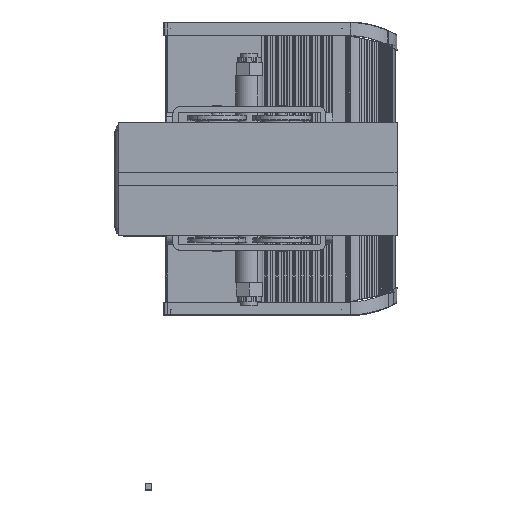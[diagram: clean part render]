
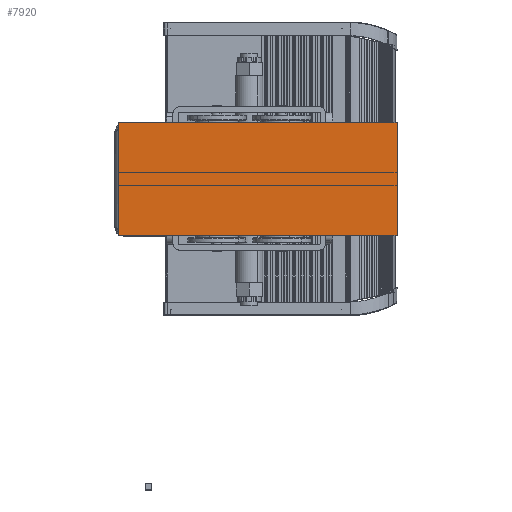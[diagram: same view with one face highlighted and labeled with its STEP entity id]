
A CAD part, top view. The second image highlights one B-rep face of the part: STEP entity #7920.
In plain terms, the highlighted planar face has unit normal (0, 0, 1).
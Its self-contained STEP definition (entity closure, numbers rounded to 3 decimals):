
#7920=ADVANCED_FACE('',(#20394),#20395,.T.);
#10210=EDGE_CURVE('',#23956,#20143,#23957,.T.);
#20143=VERTEX_POINT('',#41357);
#20394=FACE_OUTER_BOUND('',#41706,.T.);
#20395=PLANE('',#41707);
#23956=VERTEX_POINT('',#48238);
#23957=LINE('',#48239,#48240);
#41357=CARTESIAN_POINT('',(-248.0,100.,266.67));
#41706=EDGE_LOOP('',(#73157,#73158,#73159,#73160));
#41707=AXIS2_PLACEMENT_3D('',#73161,#73162,#73163);
#48238=CARTESIAN_POINT('',(-248.0,-100.0,266.67));
#48239=CARTESIAN_POINT('',(-248.0,-100.0,266.67));
#48240=VECTOR('',#79012,1.0);
#73157=ORIENTED_EDGE('',*,*,#104302,.T.);
#73158=ORIENTED_EDGE('',*,*,#104864,.F.);
#73159=ORIENTED_EDGE('',*,*,#10210,.F.);
#73160=ORIENTED_EDGE('',*,*,#104865,.T.);
#73161=CARTESIAN_POINT('',(-248.0,0.,266.67));
#73162=DIRECTION('',(0.0,0.0,1.0));
#73163=DIRECTION('',(0.0,-1.0,-0.0));
#79012=DIRECTION('',(0.0,1.0,0.0));
#104302=EDGE_CURVE('',#111242,#111239,#111243,.T.);
#104864=EDGE_CURVE('',#20143,#111239,#112091,.T.);
#104865=EDGE_CURVE('',#23956,#111242,#112092,.T.);
#111239=VERTEX_POINT('',#120230);
#111242=VERTEX_POINT('',#120234);
#111243=LINE('',#120235,#120236);
#112091=LINE('',#121609,#121610);
#112092=LINE('',#121611,#121612);
#120230=CARTESIAN_POINT('',(248.0,100.,266.67));
#120234=CARTESIAN_POINT('',(248.0,-100.0,266.67));
#120235=CARTESIAN_POINT('',(248.0,-100.0,266.67));
#120236=VECTOR('',#132431,1.0);
#121609=CARTESIAN_POINT('',(-248.0,100.,266.67));
#121610=VECTOR('',#133041,1.0);
#121611=CARTESIAN_POINT('',(-248.0,-100.0,266.67));
#121612=VECTOR('',#133042,1.0);
#132431=DIRECTION('',(0.0,1.0,0.0));
#133041=DIRECTION('',(1.0,0.0,0.0));
#133042=DIRECTION('',(1.0,0.0,0.0));
